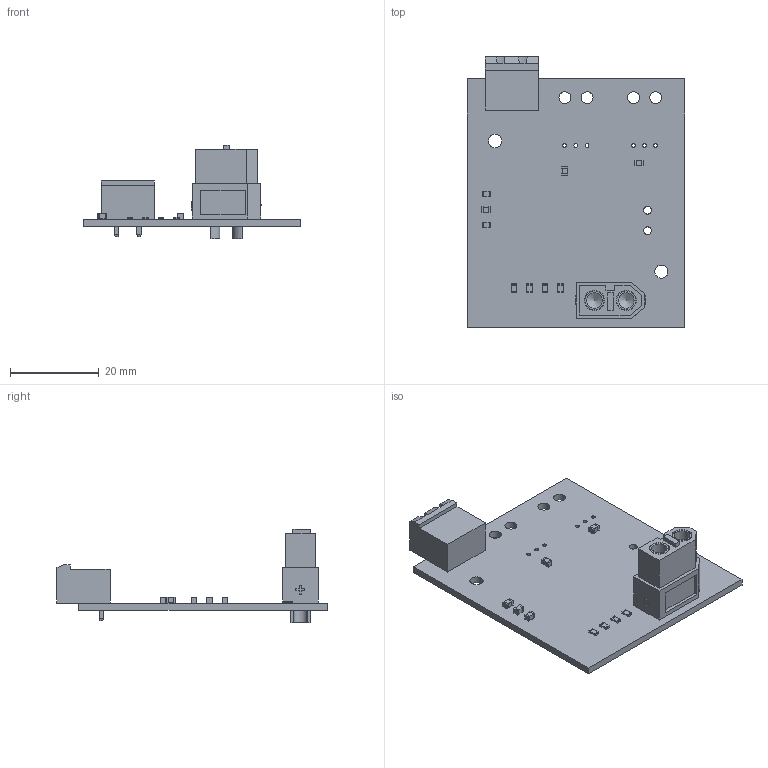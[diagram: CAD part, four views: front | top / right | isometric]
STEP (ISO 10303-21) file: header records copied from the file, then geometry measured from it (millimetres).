
FILE_DESCRIPTION(('KiCad electronic assembly'),'2;1');
FILE_NAME('FewawiPowerBoard.step','2024-09-27T01:14:56',('Pcbnew'),( 'Kicad'),'Open CASCADE STEP processor 7.7','KiCad to STEP converter' ,'Unknown');
FILE_SCHEMA(('AUTOMOTIVE_DESIGN { 1 0 10303 214 1 1 1 1 }'));
Length unit declared in the file: millimetre
Products named in the file (10): FewawiPowerBoard 1; C_0805_2012Metric; R_0805_2012Metric; AMASS_XT60-F_1x02_P7.2mm_Vertical; XT60 female v5; PhoenixContact_MSTBA_2,5_2-G_1x02_P5.00mm_Horizontal; MSTBA_01x02_G_5_00mm; FewawiPowerBoard_PCB
Assembly tree (16 placements, depth 3):
  FewawiPowerBoard 1
    C_0805_2012Metric  x5
      C_0805_2012Metric
    R_0805_2012Metric  x4
      R_0805_2012Metric
    AMASS_XT60-F_1x02_P7.2mm_Vertical
      XT60 female v5
    PhoenixContact_MSTBA_2,5_2-G_1x02_P5.00mm_Horizontal
      MSTBA_01x02_G_5_00mm
    FewawiPowerBoard_PCB
Bounding box: 49 x 60.97 x 21.2 mm (x, y, z)
Volume: 6149.6 mm3; surface area: 9226.6 mm2
Topology: 14 solids, 14 shells, 413 faces, 1053 edges, 690 vertices
Faces by surface type: plane 285, cylinder 124, cone 4
Full cylindrical faces by diameter (mm): 0.85 x6, 1.4 x2, 1.75 x2, 2.7 x4, 3 x4, 3.5 x2, 4.3 x4, 4.5 x4, 6 x2
Entity records: 7756 total; most frequent: CARTESIAN_POINT 1163, DIRECTION 1153, ORIENTED_EDGE 1114, EDGE_CURVE 557, LINE 441, VECTOR 441, VERTEX_POINT 366, AXIS2_PLACEMENT_3D 356
